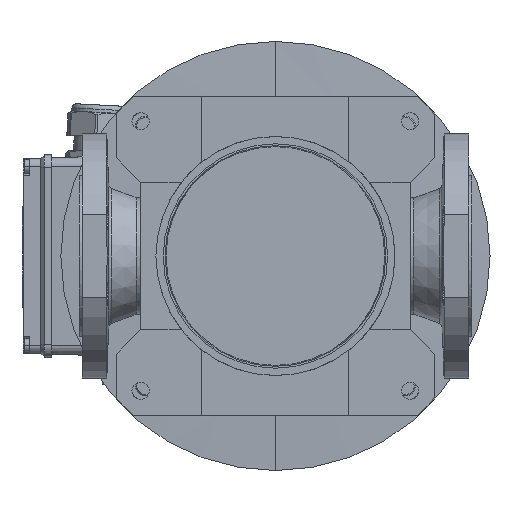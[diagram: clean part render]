
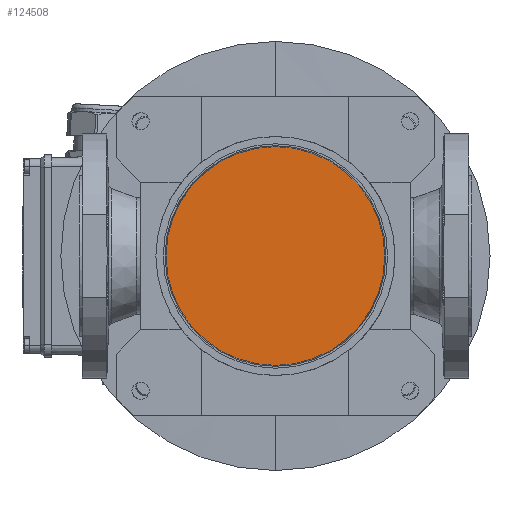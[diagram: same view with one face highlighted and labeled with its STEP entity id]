
A CAD part, front view. The second image highlights one B-rep face of the part: STEP entity #124508.
In plain terms, the highlighted planar face has unit normal (0, -1, 0).
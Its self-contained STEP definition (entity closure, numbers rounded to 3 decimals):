
#9049 = EDGE_LOOP ( 'NONE', ( #100643, #10775 ) ) ;
#10775 = ORIENTED_EDGE ( 'NONE', *, *, #42429, .F. ) ;
#23949 = DIRECTION ( 'NONE',  ( 0., 1., 0. ) ) ;
#24987 = CARTESIAN_POINT ( 'NONE',  ( 0., -46., 0. ) ) ;
#27372 = CARTESIAN_POINT ( 'NONE',  ( 0., -46., -89.214 ) ) ;
#30311 = VERTEX_POINT ( 'NONE', #27372 ) ;
#35065 = FACE_OUTER_BOUND ( 'NONE', #9049, .T. ) ;
#41610 = AXIS2_PLACEMENT_3D ( 'NONE', #75588, #95056, #64823 ) ;
#42429 = EDGE_CURVE ( 'NONE', #66174, #30311, #108183, .T. ) ;
#64823 = DIRECTION ( 'NONE',  ( 0., 0., 1. ) ) ;
#65967 = DIRECTION ( 'NONE',  ( 0., -1., 0. ) ) ;
#66174 = VERTEX_POINT ( 'NONE', #95032 ) ;
#75588 = CARTESIAN_POINT ( 'NONE',  ( 0., -46., 0. ) ) ;
#75690 = CARTESIAN_POINT ( 'NONE',  ( 0., -46., 0. ) ) ;
#76068 = PLANE ( 'NONE',  #87067 ) ;
#87067 = AXIS2_PLACEMENT_3D ( 'NONE', #24987, #65967, #103170 ) ;
#88121 = EDGE_CURVE ( 'NONE', #30311, #66174, #96502, .T. ) ;
#95032 = CARTESIAN_POINT ( 'NONE',  ( 0., -46., 89.214 ) ) ;
#95056 = DIRECTION ( 'NONE',  ( 0., 1., 0. ) ) ;
#96502 = CIRCLE ( 'NONE', #100815, 89.214 ) ;
#100643 = ORIENTED_EDGE ( 'NONE', *, *, #88121, .F. ) ;
#100815 = AXIS2_PLACEMENT_3D ( 'NONE', #75690, #23949, #114053 ) ;
#103170 = DIRECTION ( 'NONE',  ( 0., 0., -1. ) ) ;
#108183 = CIRCLE ( 'NONE', #41610, 89.214 ) ;
#114053 = DIRECTION ( 'NONE',  ( 0., 0., 1. ) ) ;
#124508 = ADVANCED_FACE ( 'NONE', ( #35065 ), #76068, .T. ) ;
